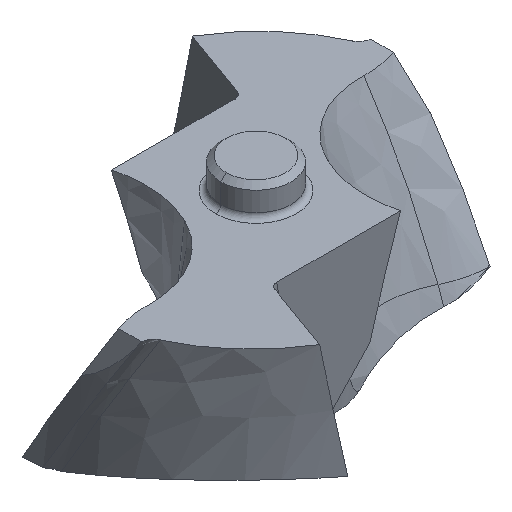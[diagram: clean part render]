
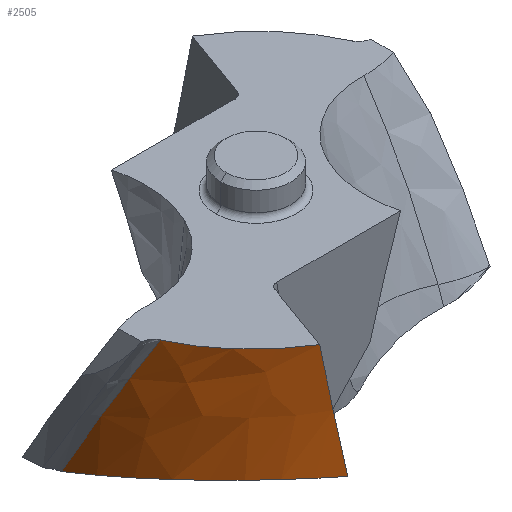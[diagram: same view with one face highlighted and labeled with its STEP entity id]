
A CAD part, isometric view. The second image highlights one B-rep face of the part: STEP entity #2505.
In plain terms, the highlighted free-form (B-spline) face has degree [3, 3] with [7, 5] control points.
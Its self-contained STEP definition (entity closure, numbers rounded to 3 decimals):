
#164=CARTESIAN_POINT('',(-2.864,-4.653,
0.));
#165=CARTESIAN_POINT('',(-3.245,-4.426,
0.));
#166=CARTESIAN_POINT('',(-4.1,-3.762,
0.));
#167=CARTESIAN_POINT('',(-4.727,-2.869,
0.));
#168=CARTESIAN_POINT('',(-4.993,-2.298,
0.));
#413=CARTESIAN_POINT('',(-5.5,-0.028,
-4.086));
#414=CARTESIAN_POINT('',(-5.499,-0.211,
-4.015));
#415=CARTESIAN_POINT('',(-5.479,-0.568,
-3.884));
#416=CARTESIAN_POINT('',(-5.402,-1.074,
-3.717));
#417=CARTESIAN_POINT('',(-5.279,-1.558,
-3.573));
#418=CARTESIAN_POINT('',(-5.129,-1.994,
-3.459));
#419=CARTESIAN_POINT('',(-4.903,-2.492,
-3.349));
#420=CARTESIAN_POINT('',(-4.635,-2.948,
-3.27));
#421=CARTESIAN_POINT('',(-4.333,-3.365,
-3.218));
#422=CARTESIAN_POINT('',(-3.997,-3.747,
-3.192));
#423=CARTESIAN_POINT('',(-3.629,-4.094,
-3.192));
#424=CARTESIAN_POINT('',(-3.224,-4.411,
-3.217));
#425=CARTESIAN_POINT('',(-2.796,-4.685,
-3.266));
#426=CARTESIAN_POINT('',(-2.491,-4.845,
-3.315));
#427=CARTESIAN_POINT('',(-2.333,-4.918,
-3.344));
#743=CARTESIAN_POINT('',(-5.5,-0.028,
-4.086));
#768=CARTESIAN_POINT('',(-5.5,-0.028,
-4.086));
#769=CARTESIAN_POINT('',(-5.499,-0.471,
-3.286));
#770=CARTESIAN_POINT('',(-5.4,-1.24,
-1.924));
#771=CARTESIAN_POINT('',(-5.131,-1.995,
-0.562));
#772=CARTESIAN_POINT('',(-4.993,-2.298,
0.));
#774=CARTESIAN_POINT('',(-2.333,-4.918,
-3.344));
#775=CARTESIAN_POINT('',(-2.353,-4.901,
-3.204));
#776=CARTESIAN_POINT('',(-2.396,-4.867,
-2.909));
#777=CARTESIAN_POINT('',(-2.467,-4.819,
-2.44));
#778=CARTESIAN_POINT('',(-2.551,-4.773,
-1.903));
#779=CARTESIAN_POINT('',(-2.62,-4.741,
-1.47));
#780=CARTESIAN_POINT('',(-2.695,-4.711,
-1.014));
#781=CARTESIAN_POINT('',(-2.776,-4.682,
-0.525));
#782=CARTESIAN_POINT('',(-2.834,-4.663,
-0.179));
#783=CARTESIAN_POINT('',(-2.864,-4.653,
0.));
#947=CARTESIAN_POINT('',(-2.864,-4.653,
0.));
#948=VERTEX_POINT('',#947);
#949=VERTEX_POINT('',#168);
#981=VERTEX_POINT('',#743);
#982=VERTEX_POINT('',#427);
#2462=CARTESIAN_POINT('',(-2.567,-4.86,
-4.127));
#2463=CARTESIAN_POINT('',(-2.234,-4.966,
-3.313));
#2464=CARTESIAN_POINT('',(-1.564,-5.164,
-1.925));
#2465=CARTESIAN_POINT('',(-0.718,-5.345,
-0.536));
#2466=CARTESIAN_POINT('',(-0.339,-5.412,
0.039));
#2467=CARTESIAN_POINT('',(-2.623,-4.83,
-4.127));
#2468=CARTESIAN_POINT('',(-2.291,-4.941,
-3.313));
#2469=CARTESIAN_POINT('',(-1.623,-5.148,
-1.925));
#2470=CARTESIAN_POINT('',(-0.78,-5.339,
-0.536));
#2471=CARTESIAN_POINT('',(-0.402,-5.41,
0.039));
#2472=CARTESIAN_POINT('',(-3.241,-4.491,
-4.127));
#2473=CARTESIAN_POINT('',(-2.924,-4.66,
-3.313));
#2474=CARTESIAN_POINT('',(-2.28,-4.966,
-1.925));
#2475=CARTESIAN_POINT('',(-1.461,-5.255,
-0.536));
#2476=CARTESIAN_POINT('',(-1.093,-5.367,
0.039));
#2477=CARTESIAN_POINT('',(-4.291,-3.617,
-4.127));
#2478=CARTESIAN_POINT('',(-4.022,-3.89,
-3.313));
#2479=CARTESIAN_POINT('',(-3.463,-4.374,
-1.925));
#2480=CARTESIAN_POINT('',(-2.728,-4.842,
-0.536));
#2481=CARTESIAN_POINT('',(-2.395,-5.028,
0.039));
#2482=CARTESIAN_POINT('',(-5.282,-1.911,
-4.127));
#2483=CARTESIAN_POINT('',(-5.132,-2.302,
-3.313));
#2484=CARTESIAN_POINT('',(-4.774,-2.987,
-1.925));
#2485=CARTESIAN_POINT('',(-4.24,-3.656,
-0.536));
#2486=CARTESIAN_POINT('',(-3.991,-3.924,
0.039));
#2487=CARTESIAN_POINT('',(-5.506,-0.607,
-4.127));
#2488=CARTESIAN_POINT('',(-5.458,-1.045,
-3.313));
#2489=CARTESIAN_POINT('',(-5.274,-1.809,
-1.925));
#2490=CARTESIAN_POINT('',(-4.915,-2.556,
-0.536));
#2491=CARTESIAN_POINT('',(-4.737,-2.858,
0.039));
#2492=CARTESIAN_POINT('',(-5.5,0.053,
-4.127));
#2493=CARTESIAN_POINT('',(-5.506,-0.398,
-3.313));
#2494=CARTESIAN_POINT('',(-5.414,-1.185,
-1.925));
#2495=CARTESIAN_POINT('',(-5.147,-1.956,
-0.536));
#2496=CARTESIAN_POINT('',(-5.008,-2.267,
0.039));
#2497=B_SPLINE_SURFACE_WITH_KNOTS('',3,3,((#2462,#2463,#2464,#2465,#2466),
(#2467,#2468,#2469,#2470,#2471),(#2472,#2473,#2474,#2475,#2476),(#2477,#2478,
#2479,#2480,#2481),(#2482,#2483,#2484,#2485,#2486),(#2487,#2488,#2489,#2490,
#2491),(#2492,#2493,#2494,#2495,#2496)),.UNSPECIFIED.,.F.,.F.,.F.,(4,1,1,1,4),
(4,1,4),(0.225,0.25,0.5,0.75,1.008),(
0.061,2.879,4.871),.UNSPECIFIED.);
#2498=ORIENTED_EDGE('',*,*,#1700,.F.);
#2499=ORIENTED_EDGE('',*,*,#2446,.T.);
#2500=ORIENTED_EDGE('',*,*,#1295,.F.);
#2502=ORIENTED_EDGE('',*,*,#2501,.F.);
#2503=EDGE_LOOP('',(#2498,#2499,#2500,#2502));
#2504=FACE_OUTER_BOUND('',#2503,.F.);
#169=B_SPLINE_CURVE_WITH_KNOTS('',3,(#164,#165,#166,#167,#168),.UNSPECIFIED.,
.F.,.F.,(4,1,4),(0.,0.413,1.),.UNSPECIFIED.);
#428=B_SPLINE_CURVE_WITH_KNOTS('',3,(#413,#414,#415,#416,#417,#418,#419,#420,
#421,#422,#423,#424,#425,#426,#427),.UNSPECIFIED.,.F.,.F.,(4,1,1,1,1,1,1,1,1,1,
1,1,4),(0.,0.083,0.167,0.25,0.333,
0.417,0.5,0.583,0.667,0.75,
0.833,0.917,1.),.UNSPECIFIED.);
#773=B_SPLINE_CURVE_WITH_KNOTS('',3,(#768,#769,#770,#771,#772),.UNSPECIFIED.,
.F.,.F.,(4,1,4),(0.,0.587,1.),.UNSPECIFIED.);
#784=B_SPLINE_CURVE_WITH_KNOTS('',3,(#774,#775,#776,#777,#778,#779,#780,#781,
#782,#783),.UNSPECIFIED.,.F.,.F.,(4,1,1,1,1,1,1,4),(0.,0.143,
0.286,0.429,0.571,0.714,
0.857,1.),.UNSPECIFIED.);
#1295=EDGE_CURVE('',#948,#949,#169,.T.);
#1700=EDGE_CURVE('',#981,#982,#428,.T.);
#2446=EDGE_CURVE('',#981,#949,#773,.T.);
#2501=EDGE_CURVE('',#982,#948,#784,.T.);
#2505=ADVANCED_FACE('',(#2504),#2497,.F.);
